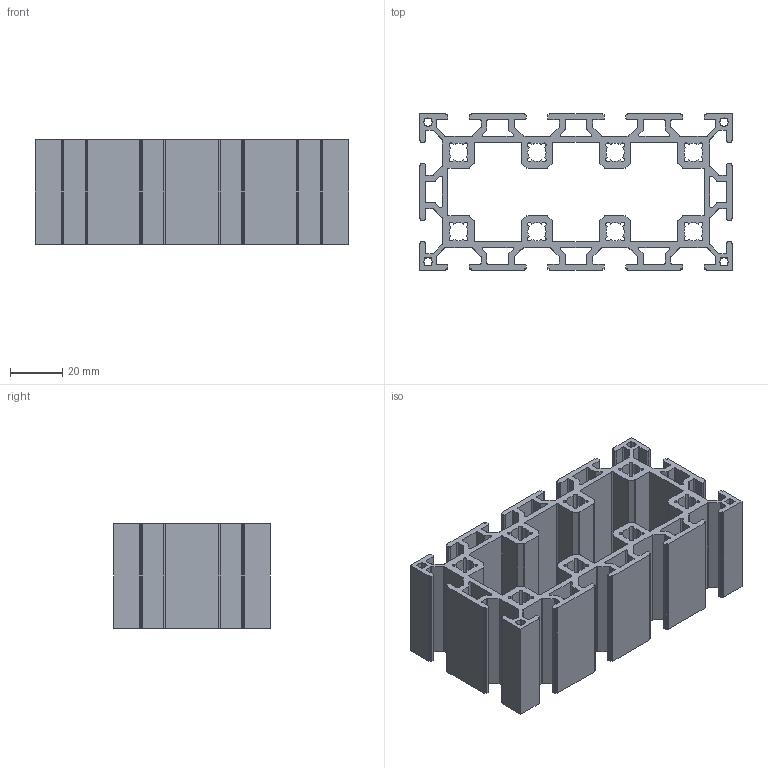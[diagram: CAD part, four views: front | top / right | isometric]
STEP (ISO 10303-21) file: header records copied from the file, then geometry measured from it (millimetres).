
FILE_DESCRIPTION (( 'STEP AP203' ), '1' );
FILE_NAME ('60120.step', '2023-05-12T09:13:48', ( '' ), ( '' ), 'SwSTEP 2.0', 'SolidWorks 2021', '' );
FILE_SCHEMA (( 'CONFIG_CONTROL_DESIGN' ));
Length unit declared in the file: millimetre
Products named in the file (1): 60120
Bounding box: 120 x 60 x 40 mm (x, y, z)
Volume: 80240.1 mm3; surface area: 68741 mm2
Topology: 1 solids, 1 shells, 748 faces, 2238 edges, 1492 vertices
Faces by surface type: cylinder 390, plane 358
Entity records: 25583 total; most frequent: DIRECTION 4516, CARTESIAN_POINT 4479, ORIENTED_EDGE 4476, EDGE_CURVE 2238, AXIS2_PLACEMENT_3D 1529, VERTEX_POINT 1492, LINE 1458, VECTOR 1458
